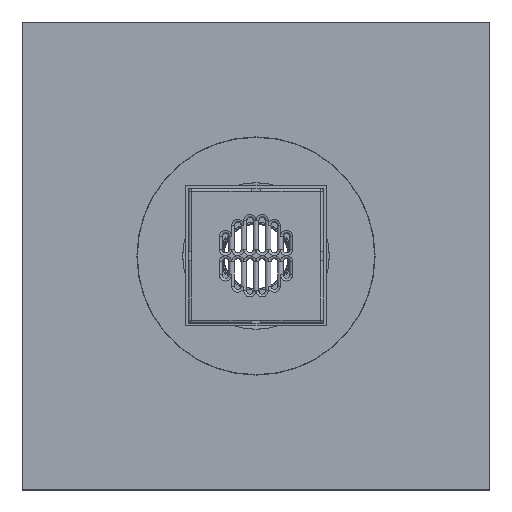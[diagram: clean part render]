
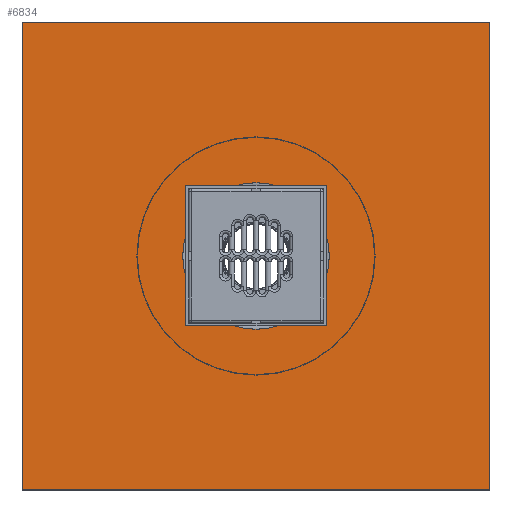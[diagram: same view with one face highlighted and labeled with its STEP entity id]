
A CAD part, top view. The second image highlights one B-rep face of the part: STEP entity #6834.
In plain terms, the highlighted planar face has unit normal (0, 0, 1).
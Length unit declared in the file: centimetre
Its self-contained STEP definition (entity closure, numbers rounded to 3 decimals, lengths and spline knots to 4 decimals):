
#435=FACE_BOUND('',#1063,.T.);
#533=FACE_OUTER_BOUND('',#1062,.T.);
#1062=EDGE_LOOP('',(#4339,#4340,#4341,#4342));
#1063=EDGE_LOOP('',(#4343));
#1648=CIRCLE('',#8504,78.2516);
#2227=VERTEX_POINT('',#12481);
#2229=VERTEX_POINT('',#12485);
#2230=VERTEX_POINT('',#12489);
#2232=VERTEX_POINT('',#12492);
#2251=VERTEX_POINT('',#12560);
#2989=EDGE_CURVE('',#2227,#2229,#7343,.T.);
#2991=EDGE_CURVE('',#2232,#2230,#7345,.T.);
#2994=EDGE_CURVE('',#2229,#2232,#7348,.T.);
#2997=EDGE_CURVE('',#2227,#2230,#7351,.T.);
#3025=EDGE_CURVE('',#2251,#2251,#1648,.T.);
#4339=ORIENTED_EDGE('',*,*,#2997,.F.);
#4340=ORIENTED_EDGE('',*,*,#2989,.T.);
#4341=ORIENTED_EDGE('',*,*,#2994,.T.);
#4342=ORIENTED_EDGE('',*,*,#2991,.T.);
#4343=ORIENTED_EDGE('',*,*,#3025,.T.);
#6590=PLANE('',#8507);
#6834=ADVANCED_FACE('',(#533,#435),#6590,.T.);
#7343=LINE('',#12487,#7874);
#7345=LINE('',#12493,#7876);
#7348=LINE('',#12498,#7879);
#7351=LINE('',#12502,#7882);
#7874=VECTOR('',#9707,1.);
#7876=VECTOR('',#9711,1.);
#7879=VECTOR('',#9716,1.);
#7882=VECTOR('',#9721,1.);
#8504=AXIS2_PLACEMENT_3D('',#12561,#9795,#9796);
#8507=AXIS2_PLACEMENT_3D('',#12564,#9801,#9802);
#9707=DIRECTION('',(1.,0.,0.));
#9711=DIRECTION('',(-1.,0.,0.));
#9716=DIRECTION('',(0.,1.,0.));
#9721=DIRECTION('',(0.,1.,0.));
#9795=DIRECTION('center_axis',(0.,0.,-1.));
#9796=DIRECTION('ref_axis',(1.,0.,0.));
#9801=DIRECTION('center_axis',(0.,0.,1.));
#9802=DIRECTION('ref_axis',(0.,1.,0.));
#12481=CARTESIAN_POINT('',(-250.,-250.,251.5));
#12485=CARTESIAN_POINT('',(250.,-250.,251.5));
#12487=CARTESIAN_POINT('',(0.,-250.,251.5));
#12489=CARTESIAN_POINT('',(-250.,250.,251.5));
#12492=CARTESIAN_POINT('',(250.,250.,251.5));
#12493=CARTESIAN_POINT('',(0.,250.,251.5));
#12498=CARTESIAN_POINT('',(250.,0.,251.5));
#12502=CARTESIAN_POINT('',(-250.,0.,251.5));
#12560=CARTESIAN_POINT('',(0.,-78.2516,251.5));
#12561=CARTESIAN_POINT('Origin',(0.,0.,251.5));
#12564=CARTESIAN_POINT('Origin',(0.,0.,251.5));
